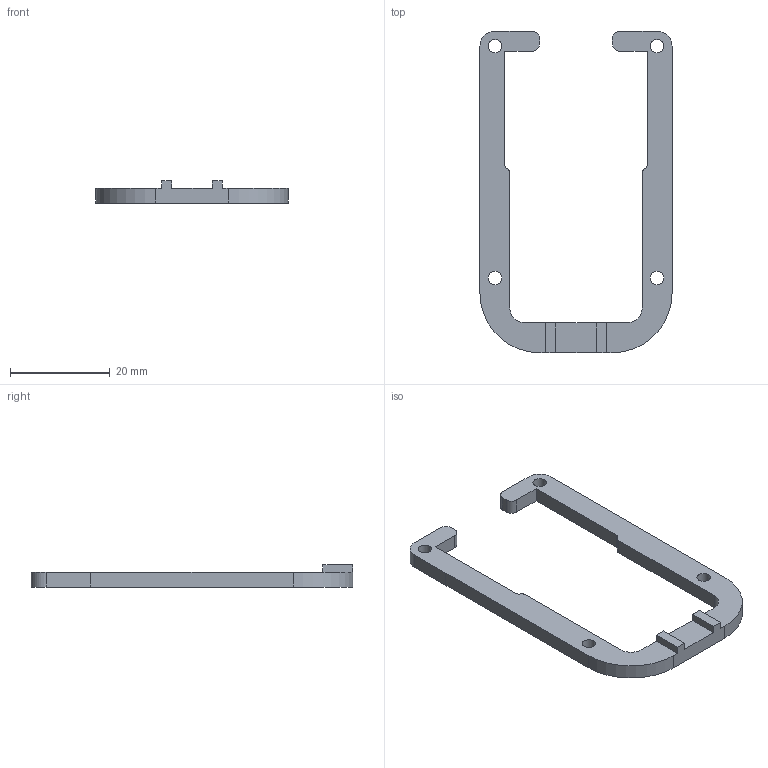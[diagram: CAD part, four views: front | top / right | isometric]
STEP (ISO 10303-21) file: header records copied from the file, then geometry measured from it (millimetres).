
FILE_DESCRIPTION(('HOOPS Exchange Step'),'2;1');
FILE_NAME('temp_export','2023-11-11T17:32:43+01:00',('DavidGiglberger'),('Shapr3D Limited'),'HOOPS Exchange 2023.2','Shapr3D','Authorized');
FILE_SCHEMA( ('AP242_MANAGED_MODEL_BASED_3D_ENGINEERING_MIM_LF {1 0 10303 442 1 1 4 }') );
Length unit declared in the file: millimetre
Products named in the file (1): root
Bounding box: 38.6 x 64.6 x 4.5 mm (x, y, z)
Volume: 2582.5 mm3; surface area: 2844.3 mm2
Topology: 1 solids, 1 shells, 43 faces, 131 edges, 90 vertices
Faces by surface type: plane 25, cylinder 18
Full cylindrical faces by diameter (mm): 2.7 x4
Entity records: 1545 total; most frequent: CARTESIAN_POINT 266, DIRECTION 265, ORIENTED_EDGE 262, EDGE_CURVE 131, VERTEX_POINT 90, AXIS2_PLACEMENT_3D 89, VECTOR 87, LINE 87
